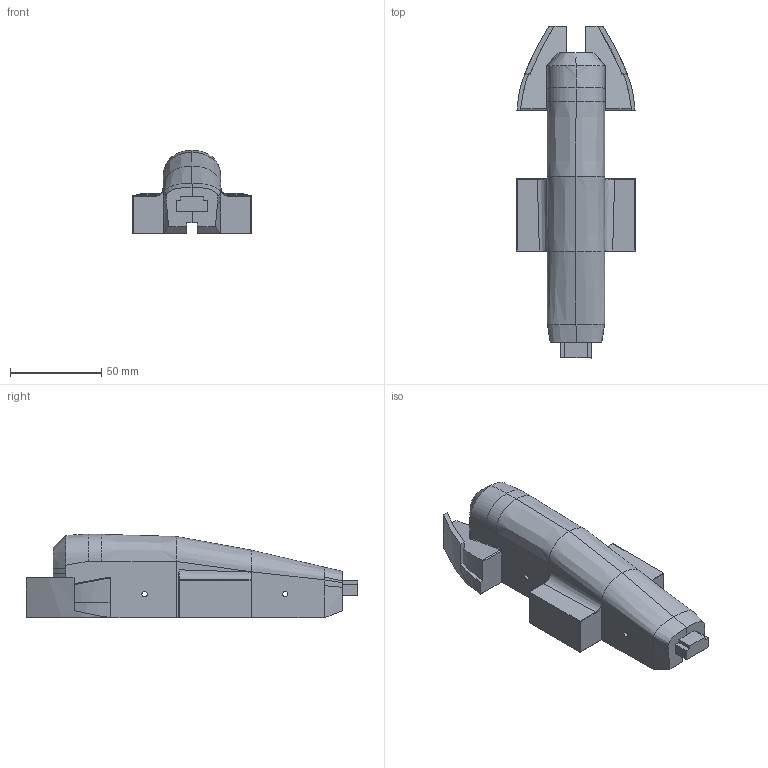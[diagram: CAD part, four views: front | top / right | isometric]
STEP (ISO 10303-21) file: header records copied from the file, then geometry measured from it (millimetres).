
FILE_DESCRIPTION(/* description */ ('CATIA V5 STEP Exchange'),/* implementation_level */ '2;1');
FILE_NAME(/* name */ 'Version 5 - CNC v5.step',/* time_stamp */ '2024-09-27T12:18:53+08:00',/* author */ (''),/* organization */ (''),/* preprocessor_version */ 'ST-DEVELOPER v20',/* originating_system */ 'Autodesk Translation Framework v13.20.0.188',/* authorisation */ '');
FILE_SCHEMA (('AUTOMOTIVE_DESIGN { 1 0 10303 214 3 1 1 }'));
Length unit declared in the file: millimetre
Products named in the file (1): Part1
Bounding box: 65 x 181.89 x 45.61 mm (x, y, z)
Volume: 208034.2 mm3; surface area: 37536.7 mm2
Topology: 1 solids, 1 shells, 155 faces, 422 edges, 261 vertices
Faces by surface type: bspline 60, plane 53, cylinder 31, sphere 8, torus 3
Full cylindrical faces by diameter (mm): 2.9 x2, 17.936 x1
Entity records: 19176 total; most frequent: CARTESIAN_POINT 15707, ORIENTED_EDGE 828, DIRECTION 528, EDGE_CURVE 414, VERTEX_POINT 261, LINE 198, VECTOR 198, AXIS2_PLACEMENT_3D 165
